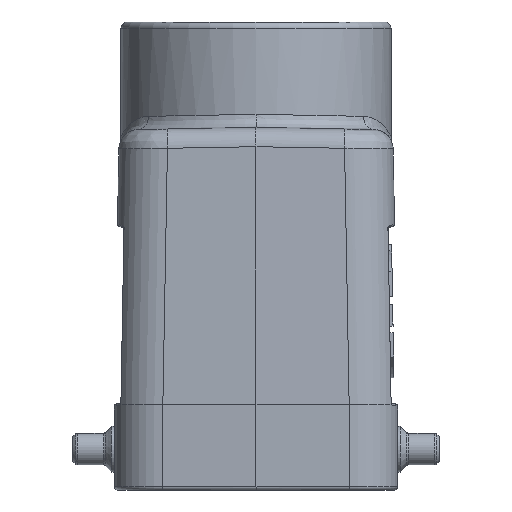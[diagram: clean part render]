
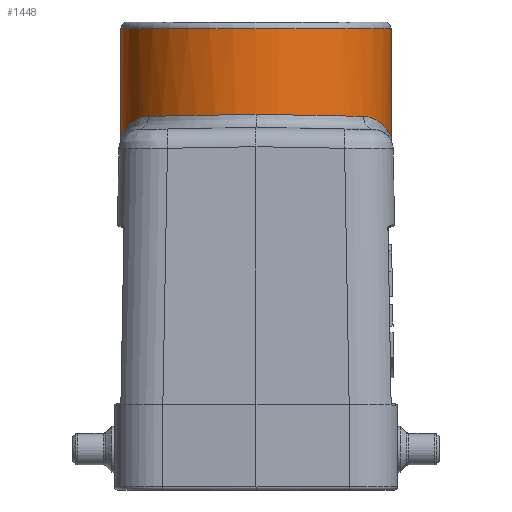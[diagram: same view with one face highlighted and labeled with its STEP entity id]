
A CAD part, left-side view. The second image highlights one B-rep face of the part: STEP entity #1448.
In plain terms, the highlighted cylindrical face has radius 20.5 mm (diameter 41 mm), a full revolution.
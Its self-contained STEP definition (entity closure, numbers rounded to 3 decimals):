
#953=CYLINDRICAL_SURFACE('',#6640,20.5);
#1068=B_SPLINE_CURVE_WITH_KNOTS('',3,(#9696,#9697,#9698,#9699,#9700,#9701,
#9702,#9703,#9704,#9705,#9706,#9707,#9708,#9709,#9710,#9711),
 .UNSPECIFIED.,.F.,.F.,(4,2,2,2,2,2,2,4),(0.,0.125,0.25,0.375,0.5,0.625,
0.75,1.),.UNSPECIFIED.);
#1069=B_SPLINE_CURVE_WITH_KNOTS('',3,(#9717,#9718,#9719,#9720,#9721,#9722,
#9723,#9724,#9725,#9726,#9727,#9728,#9729,#9730,#9731,#9732),
 .UNSPECIFIED.,.F.,.F.,(4,2,2,2,2,2,2,4),(0.,0.125,0.25,0.375,0.5,0.625,
0.75,1.),.UNSPECIFIED.);
#1137=CIRCLE('',#6639,20.5);
#1300=FACE_BOUND('',#2243,.T.);
#1301=FACE_BOUND('',#2244,.T.);
#1448=ADVANCED_FACE('',(#1300,#1301),#953,.T.);
#2243=EDGE_LOOP('',(#3121,#3122,#3123,#3124,#3125,#3126));
#2244=EDGE_LOOP('',(#3127));
#2646=ELLIPSE('',#6635,20.504,20.5);
#2647=ELLIPSE('',#6636,20.504,20.5);
#2648=ELLIPSE('',#6637,20.504,20.5);
#2649=ELLIPSE('',#6638,20.504,20.5);
#3121=ORIENTED_EDGE('',*,*,#5078,.T.);
#3122=ORIENTED_EDGE('',*,*,#5079,.T.);
#3123=ORIENTED_EDGE('',*,*,#5080,.T.);
#3124=ORIENTED_EDGE('',*,*,#5081,.T.);
#3125=ORIENTED_EDGE('',*,*,#5082,.T.);
#3126=ORIENTED_EDGE('',*,*,#5083,.T.);
#3127=ORIENTED_EDGE('',*,*,#5084,.T.);
#4535=VERTEX_POINT('',#9692);
#4536=VERTEX_POINT('',#9693);
#4537=VERTEX_POINT('',#9695);
#4538=VERTEX_POINT('',#9712);
#4539=VERTEX_POINT('',#9714);
#4540=VERTEX_POINT('',#9716);
#4541=VERTEX_POINT('',#9734);
#5078=EDGE_CURVE('',#4535,#4536,#2646,.T.);
#5079=EDGE_CURVE('',#4536,#4537,#2647,.T.);
#5080=EDGE_CURVE('',#4537,#4538,#1068,.T.);
#5081=EDGE_CURVE('',#4538,#4539,#2648,.T.);
#5082=EDGE_CURVE('',#4539,#4540,#2649,.T.);
#5083=EDGE_CURVE('',#4540,#4535,#1069,.T.);
#5084=EDGE_CURVE('',#4541,#4541,#1137,.T.);
#6635=AXIS2_PLACEMENT_3D('',#9691,#7534,#7535);
#6636=AXIS2_PLACEMENT_3D('',#9694,#7536,#7537);
#6637=AXIS2_PLACEMENT_3D('',#9713,#7538,#7539);
#6638=AXIS2_PLACEMENT_3D('',#9715,#7540,#7541);
#6639=AXIS2_PLACEMENT_3D('',#9733,#7542,#7543);
#6640=AXIS2_PLACEMENT_3D('',#9735,#7544,#7545);
#7534=DIRECTION('',(0.,-0.019,1.));
#7535=DIRECTION('',(0.,-1.,-0.019));
#7536=DIRECTION('',(0.,0.019,1.));
#7537=DIRECTION('',(0.,1.,-0.019));
#7538=DIRECTION('',(0.,0.019,1.));
#7539=DIRECTION('',(0.,1.,-0.019));
#7540=DIRECTION('',(0.,-0.019,1.));
#7541=DIRECTION('',(0.,-1.,-0.019));
#7542=DIRECTION('',(0.,0.,-1.));
#7543=DIRECTION('',(-1.,0.,0.));
#7544=DIRECTION('',(0.,0.,-1.));
#7545=DIRECTION('',(-1.,0.,0.));
#9691=CARTESIAN_POINT('',(0.,0.,47.85));
#9692=CARTESIAN_POINT('',(12.425,-16.305,47.538));
#9693=CARTESIAN_POINT('',(20.5,0.,47.85));
#9694=CARTESIAN_POINT('',(0.,0.,47.85));
#9695=CARTESIAN_POINT('',(12.425,16.305,47.538));
#9696=CARTESIAN_POINT('',(12.425,16.305,47.538));
#9697=CARTESIAN_POINT('',(11.498,17.012,47.524));
#9698=CARTESIAN_POINT('',(10.543,17.616,47.341));
#9699=CARTESIAN_POINT('',(8.568,18.657,46.814));
#9700=CARTESIAN_POINT('',(7.544,19.092,46.461));
#9701=CARTESIAN_POINT('',(5.487,19.782,45.709));
#9702=CARTESIAN_POINT('',(4.446,20.042,45.3));
#9703=CARTESIAN_POINT('',(2.285,20.402,44.579));
#9704=CARTESIAN_POINT('',(1.165,20.5,44.268));
#9705=CARTESIAN_POINT('',(-1.166,20.5,44.268));
#9706=CARTESIAN_POINT('',(-2.286,20.402,44.579));
#9707=CARTESIAN_POINT('',(-4.444,20.042,45.299));
#9708=CARTESIAN_POINT('',(-5.483,19.783,45.707));
#9709=CARTESIAN_POINT('',(-8.56,18.752,46.833));
#9710=CARTESIAN_POINT('',(-10.571,17.718,47.511));
#9711=CARTESIAN_POINT('',(-12.425,16.305,47.538));
#9712=CARTESIAN_POINT('',(-12.425,16.305,47.538));
#9713=CARTESIAN_POINT('',(0.,0.,47.85));
#9714=CARTESIAN_POINT('',(-20.5,0.,47.85));
#9715=CARTESIAN_POINT('',(0.,0.,47.85));
#9716=CARTESIAN_POINT('',(-12.425,-16.305,47.538));
#9717=CARTESIAN_POINT('',(-12.425,-16.305,47.538));
#9718=CARTESIAN_POINT('',(-11.498,-17.012,47.524));
#9719=CARTESIAN_POINT('',(-10.543,-17.616,47.341));
#9720=CARTESIAN_POINT('',(-8.568,-18.657,46.814));
#9721=CARTESIAN_POINT('',(-7.544,-19.092,46.461));
#9722=CARTESIAN_POINT('',(-5.487,-19.782,45.709));
#9723=CARTESIAN_POINT('',(-4.446,-20.042,45.3));
#9724=CARTESIAN_POINT('',(-2.285,-20.402,44.579));
#9725=CARTESIAN_POINT('',(-1.165,-20.5,44.268));
#9726=CARTESIAN_POINT('',(1.166,-20.5,44.268));
#9727=CARTESIAN_POINT('',(2.286,-20.402,44.579));
#9728=CARTESIAN_POINT('',(4.444,-20.042,45.299));
#9729=CARTESIAN_POINT('',(5.483,-19.783,45.707));
#9730=CARTESIAN_POINT('',(8.56,-18.752,46.833));
#9731=CARTESIAN_POINT('',(10.571,-17.718,47.511));
#9732=CARTESIAN_POINT('',(12.425,-16.305,47.538));
#9733=CARTESIAN_POINT('',(0.,0.,60.85));
#9734=CARTESIAN_POINT('',(-20.5,0.,60.85));
#9735=CARTESIAN_POINT('',(0.,0.,0.));
